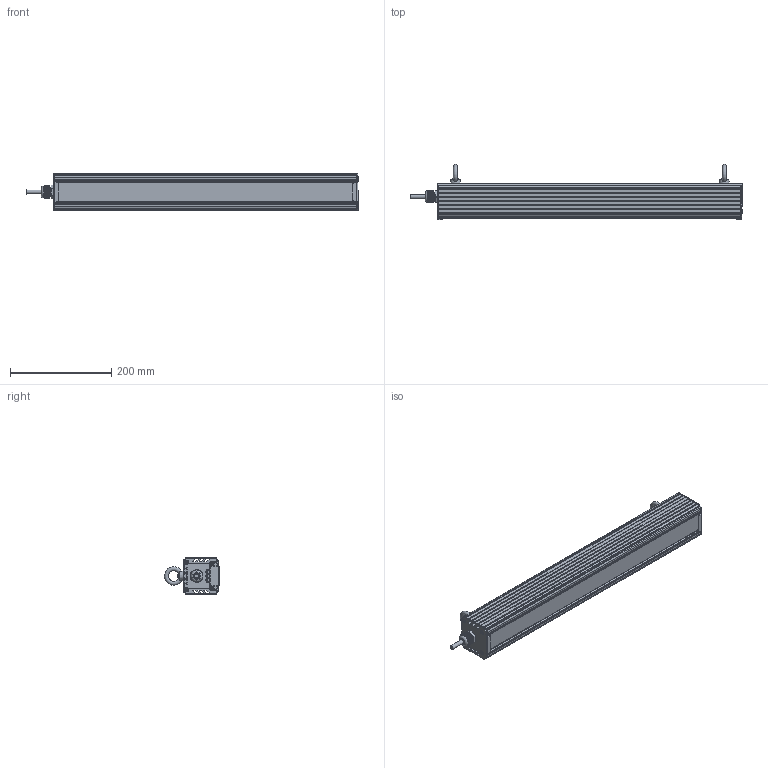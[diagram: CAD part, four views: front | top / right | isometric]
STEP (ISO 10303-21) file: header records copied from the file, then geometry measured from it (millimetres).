
FILE_DESCRIPTION(('STEP AP203'), '1');
FILE_NAME('001.0065.02.300 - ÃÑÏ Ôàâîðèò 30', '2023-09-25T11:03:23', ('Ëóêîíèí'), ('ÎÊÁ Ñâîé Ñòèëü'), 'C3D Converter', 'C3D Toolkit', '');
FILE_SCHEMA(('CONFIG_CONTROL_DESIGN'));
Length unit declared in the file: millimetre
Products named in the file (30): 001.0065.02.300; 001.0065.02.000
Assembly tree (152 placements, depth 3):
  001.0065.02.300
    001.0065.02.000  x2
      (unnamed)
      (unnamed)
    (unnamed)
    (unnamed)
    (unnamed)
    (unnamed)  x4
    (unnamed)  x4
    (unnamed)
    (unnamed)
    (unnamed)
    (unnamed)
      (unnamed)
    (unnamed)  x8
    (unnamed)  x2
    (unnamed)  x2
    (unnamed)  x2
    (unnamed)  x2
    (unnamed)  x2
    (unnamed)  x24
    (unnamed)  x24
    (unnamed)  x8
    (unnamed)  x2
    (unnamed)  x2
    (unnamed)  x2
    (unnamed)  x2
    (unnamed)  x2
    (unnamed)  x24
    (unnamed)  x24
Bounding box: 657 x 109.18 x 75.06 mm (x, y, z)
Volume: 795949.5 mm3; surface area: 739508.8 mm2
Topology: 152 solids, 152 shells, 2390 faces, 6363 edges, 4303 vertices
Faces by surface type: plane 1619, cylinder 621, cone 100, bspline 21, sphere 16, torus 13
Full cylindrical faces by diameter (mm): 1 x16, 1.522 x16, 3.2 x16, 3.5 x16, 4 x8, 6 x2, 8 x8, 12 x1, 12.5 x1, 16 x1, 18.5 x3, 20 x1, 23.5 x1
Entity records: 86871 total; most frequent: CARTESIAN_POINT 37749, ORIENTED_EDGE 8214, DIRECTION 7498, EDGE_CURVE 4107, VERTEX_POINT 2819, AXIS2_PLACEMENT_3D 2553, LINE 2392, VECTOR 2392
